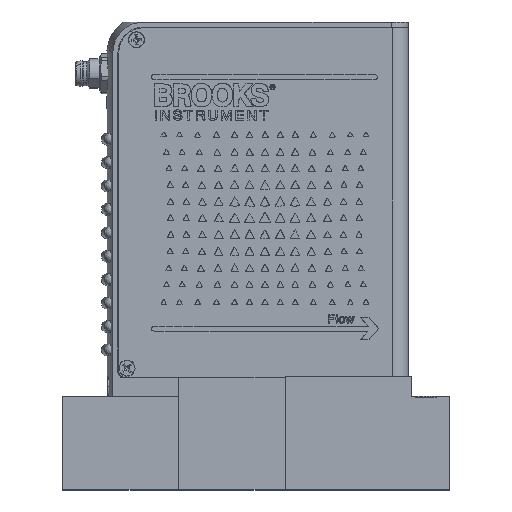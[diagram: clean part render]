
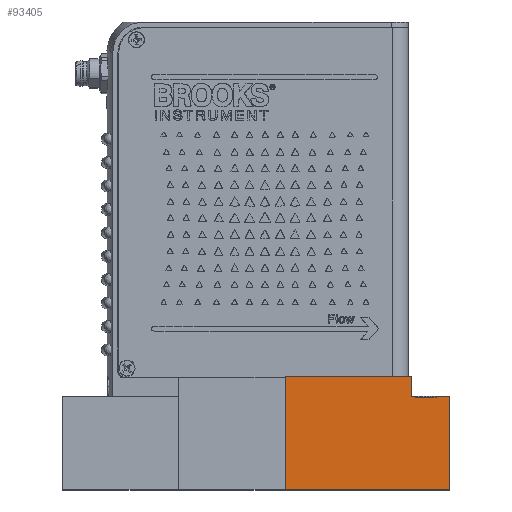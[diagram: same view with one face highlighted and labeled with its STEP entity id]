
A CAD part, top view. The second image highlights one B-rep face of the part: STEP entity #93405.
In plain terms, the highlighted planar face has unit normal (0, 0, 1).
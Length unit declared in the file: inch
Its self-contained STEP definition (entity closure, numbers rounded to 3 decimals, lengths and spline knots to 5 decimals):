
#2323 = DIRECTION ( 'NONE',  ( 0., -1., 0. ) ) ;
#4517 = LINE ( 'NONE', #29284, #271027 ) ;
#15309 = LINE ( 'NONE', #301696, #239161 ) ;
#16232 = VERTEX_POINT ( 'NONE', #216678 ) ;
#23123 = LINE ( 'NONE', #117622, #60732 ) ;
#23477 = CARTESIAN_POINT ( 'NONE',  ( 3.65315, 1.56962, 0.96313 ) ) ;
#24843 = EDGE_LOOP ( 'NONE', ( #130886, #26050, #254507, #289015, #62404, #142103, #162243, #139626, #193346, #154163 ) ) ;
#26050 = ORIENTED_EDGE ( 'NONE', *, *, #267270, .T. ) ;
#26934 = VERTEX_POINT ( 'NONE', #62265 ) ;
#29284 = CARTESIAN_POINT ( 'NONE',  ( 1.89915, 1.56962, 0.96313 ) ) ;
#33147 = VERTEX_POINT ( 'NONE', #232524 ) ;
#35911 = CARTESIAN_POINT ( 'NONE',  ( 1.89915, 1.56962, 0.96313 ) ) ;
#41593 = DIRECTION ( 'NONE',  ( 0., 1., 0. ) ) ;
#47777 = VERTEX_POINT ( 'NONE', #192409 ) ;
#49592 = LINE ( 'NONE', #233950, #242604 ) ;
#52099 = CARTESIAN_POINT ( 'NONE',  ( 3.65315, 1.36262, 0.96313 ) ) ;
#52853 = LINE ( 'NONE', #23477, #92790 ) ;
#54095 = DIRECTION ( 'NONE',  ( 1., 0., 0. ) ) ;
#60732 = VECTOR ( 'NONE', #284776, 39.37008 ) ;
#61994 = DIRECTION ( 'NONE',  ( 1., 0., 0. ) ) ;
#62265 = CARTESIAN_POINT ( 'NONE',  ( 3.28949, 1.35262, 0.96313 ) ) ;
#62404 = ORIENTED_EDGE ( 'NONE', *, *, #226601, .F. ) ;
#68418 = PLANE ( 'NONE',  #164239 ) ;
#73028 = CARTESIAN_POINT ( 'NONE',  ( 1.89915, 1.56962, 0.96313 ) ) ;
#92790 = VECTOR ( 'NONE', #147359, 39.37008 ) ;
#93405 = ADVANCED_FACE ( 'NONE', ( #114879 ), #68418, .F. ) ;
#96080 = VERTEX_POINT ( 'NONE', #136337 ) ;
#111137 = EDGE_CURVE ( 'NONE', #293048, #214510, #144247, .T. ) ;
#114879 = FACE_OUTER_BOUND ( 'NONE', #24843, .T. ) ;
#117622 = CARTESIAN_POINT ( 'NONE',  ( 3.65315, 1.36262, 0.96313 ) ) ;
#130886 = ORIENTED_EDGE ( 'NONE', *, *, #302171, .F. ) ;
#131773 = CARTESIAN_POINT ( 'NONE',  ( 3.24415, 1.56962, 0.96313 ) ) ;
#136337 = CARTESIAN_POINT ( 'NONE',  ( 3.50881, 1.35262, 0.96313 ) ) ;
#139626 = ORIENTED_EDGE ( 'NONE', *, *, #242971, .F. ) ;
#139677 = DIRECTION ( 'NONE',  ( 0., -1., 0. ) ) ;
#140259 = CARTESIAN_POINT ( 'NONE',  ( 3.50881, 1.35262, 0.96313 ) ) ;
#142103 = ORIENTED_EDGE ( 'NONE', *, *, #111137, .T. ) ;
#144087 = DIRECTION ( 'NONE',  ( 1., 0., 0. ) ) ;
#144247 = LINE ( 'NONE', #73028, #186309 ) ;
#145067 = DIRECTION ( 'NONE',  ( 1., 0., 0. ) ) ;
#147359 = DIRECTION ( 'NONE',  ( 0., -1., 0. ) ) ;
#152314 = LINE ( 'NONE', #232219, #203883 ) ;
#153970 = EDGE_CURVE ( 'NONE', #185963, #16232, #23123, .T. ) ;
#154163 = ORIENTED_EDGE ( 'NONE', *, *, #260219, .T. ) ;
#161773 = DIRECTION ( 'NONE',  ( 0., -1., 0. ) ) ;
#162243 = ORIENTED_EDGE ( 'NONE', *, *, #199324, .T. ) ;
#162904 = CARTESIAN_POINT ( 'NONE',  ( 1.89915, 1.56962, 0.96313 ) ) ;
#164239 = AXIS2_PLACEMENT_3D ( 'NONE', #162904, #257319, #139677 ) ;
#166227 = EDGE_CURVE ( 'NONE', #185963, #244468, #152314, .T. ) ;
#174537 = VERTEX_POINT ( 'NONE', #191292 ) ;
#179720 = LINE ( 'NONE', #274141, #287863 ) ;
#185198 = LINE ( 'NONE', #140259, #222901 ) ;
#185963 = VERTEX_POINT ( 'NONE', #252725 ) ;
#186309 = VECTOR ( 'NONE', #161773, 39.37008 ) ;
#191292 = CARTESIAN_POINT ( 'NONE',  ( 3.50881, 1.36262, 0.96313 ) ) ;
#192409 = CARTESIAN_POINT ( 'NONE',  ( 3.65315, 0.36262, 0.96313 ) ) ;
#193346 = ORIENTED_EDGE ( 'NONE', *, *, #236426, .F. ) ;
#199324 = EDGE_CURVE ( 'NONE', #214510, #47777, #49592, .T. ) ;
#203883 = VECTOR ( 'NONE', #278648, 39.37008 ) ;
#214510 = VERTEX_POINT ( 'NONE', #274374 ) ;
#216678 = CARTESIAN_POINT ( 'NONE',  ( 3.28949, 1.36262, 0.96313 ) ) ;
#222901 = VECTOR ( 'NONE', #2323, 39.37008 ) ;
#226601 = EDGE_CURVE ( 'NONE', #293048, #244468, #4517, .T. ) ;
#232219 = CARTESIAN_POINT ( 'NONE',  ( 3.24415, 1.36262, 0.96313 ) ) ;
#232524 = CARTESIAN_POINT ( 'NONE',  ( 3.65315, 1.36262, 0.96313 ) ) ;
#233950 = CARTESIAN_POINT ( 'NONE',  ( 1.89915, 0.36262, 0.96313 ) ) ;
#236426 = EDGE_CURVE ( 'NONE', #174537, #33147, #239513, .T. ) ;
#239161 = VECTOR ( 'NONE', #41593, 39.37008 ) ;
#239513 = LINE ( 'NONE', #52099, #244858 ) ;
#242604 = VECTOR ( 'NONE', #144087, 39.37008 ) ;
#242971 = EDGE_CURVE ( 'NONE', #33147, #47777, #52853, .T. ) ;
#244468 = VERTEX_POINT ( 'NONE', #131773 ) ;
#244858 = VECTOR ( 'NONE', #145067, 39.37008 ) ;
#252725 = CARTESIAN_POINT ( 'NONE',  ( 3.24415, 1.36262, 0.96313 ) ) ;
#254507 = ORIENTED_EDGE ( 'NONE', *, *, #153970, .F. ) ;
#257319 = DIRECTION ( 'NONE',  ( 0., 0., -1. ) ) ;
#260219 = EDGE_CURVE ( 'NONE', #174537, #96080, #185198, .T. ) ;
#267270 = EDGE_CURVE ( 'NONE', #26934, #16232, #15309, .T. ) ;
#271027 = VECTOR ( 'NONE', #54095, 39.37008 ) ;
#274141 = CARTESIAN_POINT ( 'NONE',  ( 1.89915, 1.35262, 0.96313 ) ) ;
#274374 = CARTESIAN_POINT ( 'NONE',  ( 1.89915, 0.36262, 0.96313 ) ) ;
#278648 = DIRECTION ( 'NONE',  ( 0., 1., 0. ) ) ;
#284776 = DIRECTION ( 'NONE',  ( 1., 0., 0. ) ) ;
#287863 = VECTOR ( 'NONE', #61994, 39.37008 ) ;
#289015 = ORIENTED_EDGE ( 'NONE', *, *, #166227, .T. ) ;
#293048 = VERTEX_POINT ( 'NONE', #35911 ) ;
#301696 = CARTESIAN_POINT ( 'NONE',  ( 3.28949, 1.35262, 0.96313 ) ) ;
#302171 = EDGE_CURVE ( 'NONE', #26934, #96080, #179720, .T. ) ;
